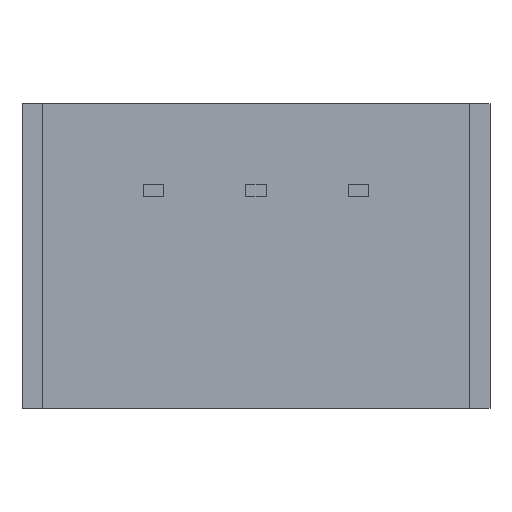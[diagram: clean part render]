
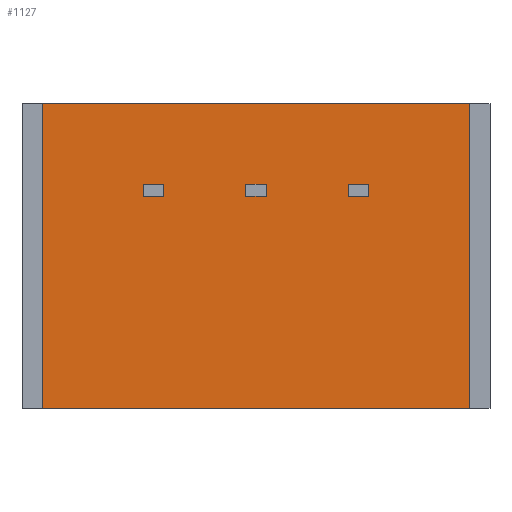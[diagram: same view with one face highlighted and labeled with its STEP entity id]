
A CAD part, front view. The second image highlights one B-rep face of the part: STEP entity #1127.
In plain terms, the highlighted planar face has unit normal (0, -1, 0).
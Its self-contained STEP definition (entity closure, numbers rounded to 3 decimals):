
#9 = EDGE_CURVE ( 'NONE', #1085, #1158, #70, .T. ) ;
#55 = DIRECTION ( 'NONE',  ( -1., 0., 0. ) ) ;
#69 = LINE ( 'NONE', #600, #712 ) ;
#70 = LINE ( 'NONE', #575, #536 ) ;
#77 = EDGE_CURVE ( 'NONE', #721, #1085, #793, .T. ) ;
#149 = CARTESIAN_POINT ( 'NONE',  ( 5.3, 0.5, 3.775 ) ) ;
#159 = DIRECTION ( 'NONE',  ( 1., 0., 0. ) ) ;
#219 = ORIENTED_EDGE ( 'NONE', *, *, #747, .T. ) ;
#223 = CARTESIAN_POINT ( 'NONE',  ( -5.3, 0.5, -3.775 ) ) ;
#249 = CARTESIAN_POINT ( 'NONE',  ( -5.3, 0.5, 3.775 ) ) ;
#396 = ORIENTED_EDGE ( 'NONE', *, *, #77, .F. ) ;
#407 = DIRECTION ( 'NONE',  ( 0., 0., -1. ) ) ;
#434 = DIRECTION ( 'NONE',  ( 0., 0., -1. ) ) ;
#536 = VECTOR ( 'NONE', #55, 1000. ) ;
#550 = VECTOR ( 'NONE', #1026, 1000. ) ;
#572 = AXIS2_PLACEMENT_3D ( 'NONE', #926, #930, #407 ) ;
#575 = CARTESIAN_POINT ( 'NONE',  ( 5.8, 0.5, -3.775 ) ) ;
#579 = CARTESIAN_POINT ( 'NONE',  ( -5.3, 0.5, 3.775 ) ) ;
#582 = PLANE ( 'NONE',  #572 ) ;
#600 = CARTESIAN_POINT ( 'NONE',  ( -5.3, 0.5, 3.775 ) ) ;
#607 = VERTEX_POINT ( 'NONE', #579 ) ;
#712 = VECTOR ( 'NONE', #159, 1000. ) ;
#714 = ORIENTED_EDGE ( 'NONE', *, *, #9, .F. ) ;
#721 = VERTEX_POINT ( 'NONE', #149 ) ;
#739 = EDGE_CURVE ( 'NONE', #607, #721, #69, .T. ) ;
#747 = EDGE_CURVE ( 'NONE', #607, #1158, #1080, .T. ) ;
#768 = CARTESIAN_POINT ( 'NONE',  ( 5.3, 0.5, 3.775 ) ) ;
#793 = LINE ( 'NONE', #768, #550 ) ;
#818 = EDGE_LOOP ( 'NONE', ( #396, #1056, #219, #714 ) ) ;
#823 = CARTESIAN_POINT ( 'NONE',  ( 5.3, 0.5, -3.775 ) ) ;
#918 = FACE_OUTER_BOUND ( 'NONE', #818, .T. ) ;
#926 = CARTESIAN_POINT ( 'NONE',  ( 5.3, 0.5, 3.775 ) ) ;
#930 = DIRECTION ( 'NONE',  ( 0., -1., 0. ) ) ;
#1015 = VECTOR ( 'NONE', #434, 1000. ) ;
#1026 = DIRECTION ( 'NONE',  ( 0., 0., -1. ) ) ;
#1056 = ORIENTED_EDGE ( 'NONE', *, *, #739, .F. ) ;
#1080 = LINE ( 'NONE', #249, #1015 ) ;
#1085 = VERTEX_POINT ( 'NONE', #823 ) ;
#1127 = ADVANCED_FACE ( 'NONE', ( #918 ), #582, .T. ) ;
#1158 = VERTEX_POINT ( 'NONE', #223 ) ;
